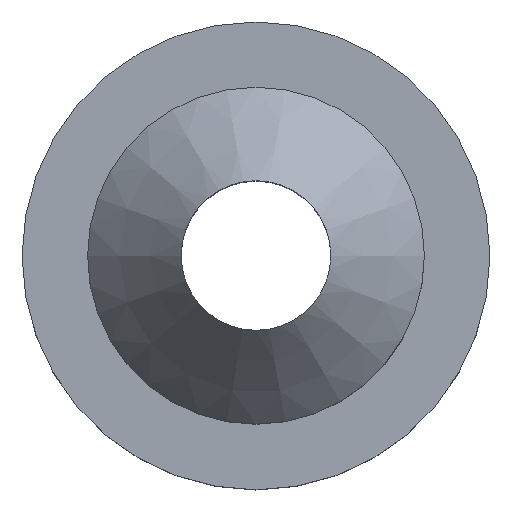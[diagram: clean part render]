
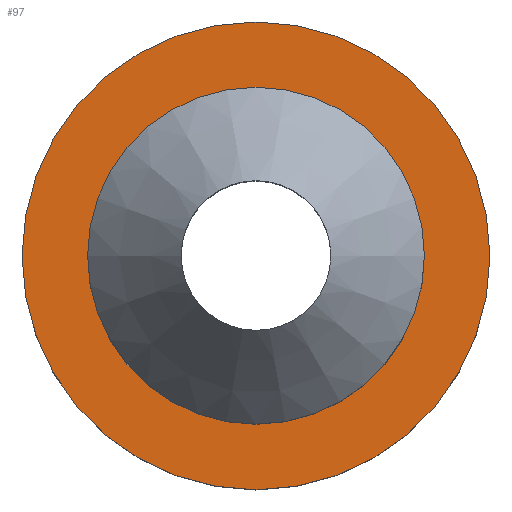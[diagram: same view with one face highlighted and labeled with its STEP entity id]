
A CAD part, top view. The second image highlights one B-rep face of the part: STEP entity #97.
In plain terms, the highlighted planar face has unit normal (0, 0, 1).
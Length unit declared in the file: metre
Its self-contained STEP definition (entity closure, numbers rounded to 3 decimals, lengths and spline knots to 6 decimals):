
#14=PLANE('',#125);
#27=ORIENTED_EDGE('',*,*,#38,.F.);
#28=ORIENTED_EDGE('',*,*,#35,.T.);
#35=EDGE_CURVE('',#43,#43,#51,.T.);
#38=EDGE_CURVE('',#46,#46,#54,.T.);
#43=VERTEX_POINT('',#173);
#46=VERTEX_POINT('',#182);
#51=CIRCLE('',#118,0.025);
#54=CIRCLE('',#124,0.018);
#67=EDGE_LOOP('',(#27));
#68=EDGE_LOOP('',(#28));
#83=FACE_BOUND('',#67,.T.);
#84=FACE_BOUND('',#68,.T.);
#97=ADVANCED_FACE('',(#83,#84),#14,.F.);
#118=AXIS2_PLACEMENT_3D('',#172,#141,#142);
#124=AXIS2_PLACEMENT_3D('',#181,#153,#154);
#125=AXIS2_PLACEMENT_3D('',#183,#155,#156);
#141=DIRECTION('',(0.,0.,1.));
#142=DIRECTION('',(1.,0.,0.));
#153=DIRECTION('',(0.,0.,1.));
#154=DIRECTION('',(1.,0.,0.));
#155=DIRECTION('',(0.,0.,-1.));
#156=DIRECTION('',(-1.,0.,0.));
#172=CARTESIAN_POINT('',(0.,0.,0.01125));
#173=CARTESIAN_POINT('',(0.025,0.,0.01125));
#181=CARTESIAN_POINT('',(0.,0.,0.01125));
#182=CARTESIAN_POINT('',(0.018,0.,0.01125));
#183=CARTESIAN_POINT('',(-0.0215,0.,0.01125));
